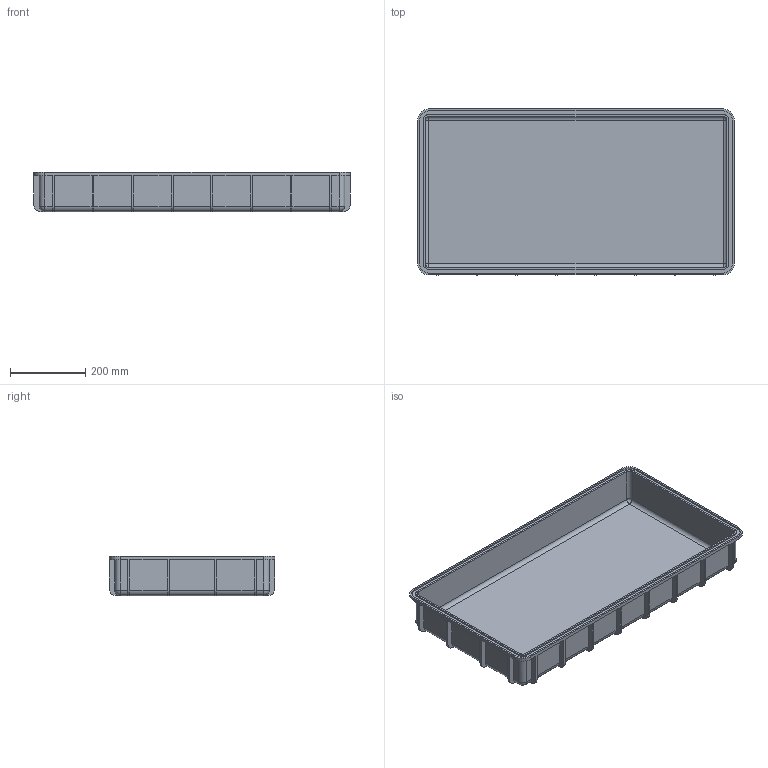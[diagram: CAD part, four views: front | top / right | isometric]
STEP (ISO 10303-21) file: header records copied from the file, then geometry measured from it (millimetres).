
FILE_DESCRIPTION((''),'2;1');
FILE_NAME('sample_見積もり2 .stp','2022-09-22T14:31:25',('HP002'),(''),'Autodesk Inventor 2012','Autodesk Inventor 2012','');
FILE_SCHEMA(('AUTOMOTIVE_DESIGN { 1 0 10303 214 1 1 1 1 }'));
Length unit declared in the file: millimetre
Products named in the file (1): sample_見積もり2 
Bounding box: 840 x 440 x 105 mm (x, y, z)
Volume: 3196834.6 mm3; surface area: 1290992.6 mm2
Topology: 1 solids, 1 shells, 205 faces, 582 edges, 380 vertices
Faces by surface type: plane 121, cylinder 76, sphere 8
Entity records: 6616 total; most frequent: CARTESIAN_POINT 1158, ORIENTED_EDGE 1152, DIRECTION 1140, EDGE_CURVE 576, VECTOR 424, LINE 424, VERTEX_POINT 376, AXIS2_PLACEMENT_3D 358
